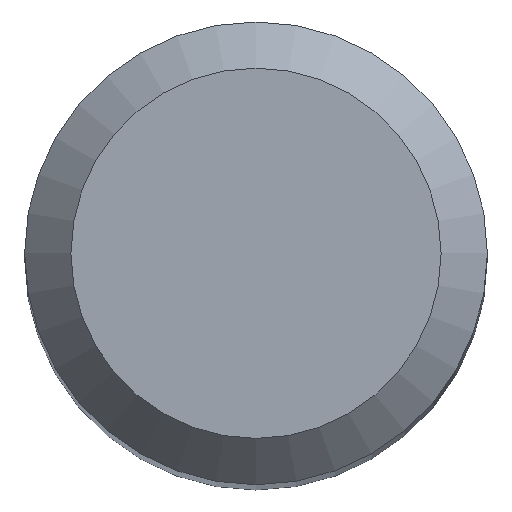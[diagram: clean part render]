
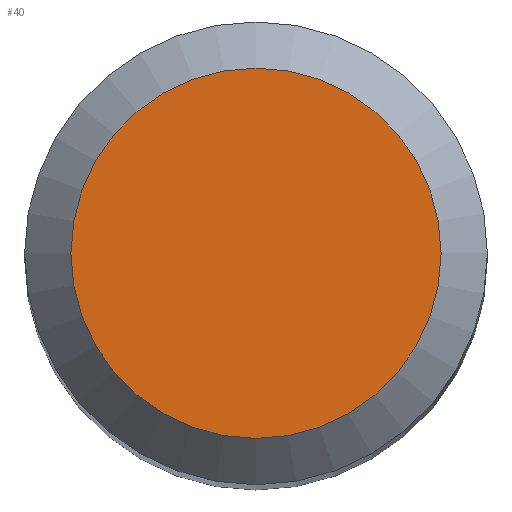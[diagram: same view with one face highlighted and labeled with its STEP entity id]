
A CAD part, top view. The second image highlights one B-rep face of the part: STEP entity #40.
In plain terms, the highlighted planar face has unit normal (0, 0, 1).
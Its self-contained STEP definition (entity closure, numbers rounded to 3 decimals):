
#8 = PLANE ( 'NONE',  #177 ) ;
#17 = CARTESIAN_POINT ( 'NONE',  ( 0., 3.2, 102. ) ) ;
#28 = EDGE_CURVE ( 'NONE', #259, #259, #240, .T. ) ;
#29 = DIRECTION ( 'NONE',  ( 0., 1., 0. ) ) ;
#40 = ADVANCED_FACE ( 'NONE', ( #133 ), #8, .F. ) ;
#69 = DIRECTION ( 'NONE',  ( 0., 1., 0. ) ) ;
#121 = EDGE_LOOP ( 'NONE', ( #222 ) ) ;
#130 = CARTESIAN_POINT ( 'NONE',  ( 0., 0., 102. ) ) ;
#133 = FACE_OUTER_BOUND ( 'NONE', #121, .T. ) ;
#164 = AXIS2_PLACEMENT_3D ( 'NONE', #130, #204, #29 ) ;
#166 = DIRECTION ( 'NONE',  ( 0., 0., -1. ) ) ;
#177 = AXIS2_PLACEMENT_3D ( 'NONE', #203, #166, #69 ) ;
#203 = CARTESIAN_POINT ( 'NONE',  ( 0., 0., 102. ) ) ;
#204 = DIRECTION ( 'NONE',  ( 0., 0., -1. ) ) ;
#222 = ORIENTED_EDGE ( 'NONE', *, *, #28, .F. ) ;
#240 = CIRCLE ( 'NONE', #164, 3.2 ) ;
#259 = VERTEX_POINT ( 'NONE', #17 ) ;
